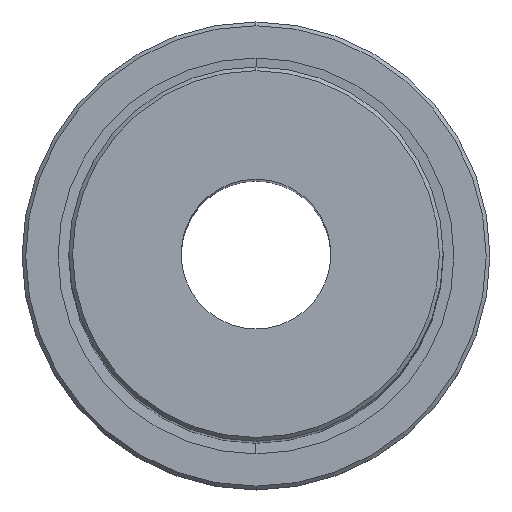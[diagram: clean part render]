
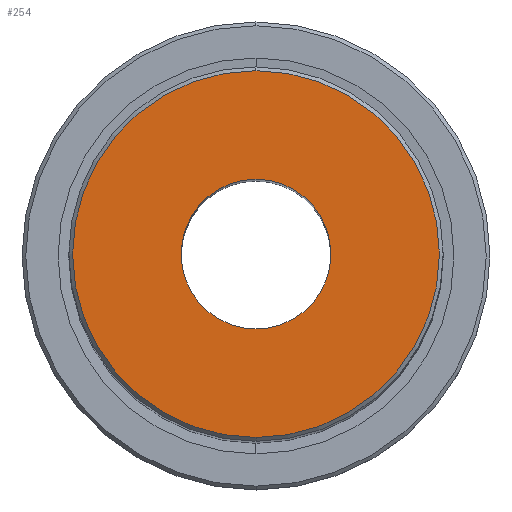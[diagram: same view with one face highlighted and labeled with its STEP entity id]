
A CAD part, top view. The second image highlights one B-rep face of the part: STEP entity #254.
In plain terms, the highlighted planar face has unit normal (0, 0, 1).
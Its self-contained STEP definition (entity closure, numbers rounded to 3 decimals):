
#144=VERTEX_POINT('NONE',#379);
#170=EDGE_CURVE('NONE',#144,#268,#406,.T.);
#186=VERTEX_POINT('NONE',#422);
#220=VERTEX_POINT('NONE',#460);
#254=ADVANCED_FACE('NONE',(#500,#501),#502,.T.);
#264=EDGE_CURVE('NONE',#186,#220,#515,.T.);
#268=VERTEX_POINT('NONE',#520);
#326=EDGE_CURVE('NONE',#220,#186,#588,.T.);
#328=EDGE_CURVE('NONE',#268,#144,#590,.T.);
#379=CARTESIAN_POINT('',(0.0,-4.,60.0));
#406=CIRCLE('',#668,4.);
#422=CARTESIAN_POINT('',(0.0,-9.8,60.0));
#460=CARTESIAN_POINT('',(0.,9.8,60.0));
#500=FACE_OUTER_BOUND('',#790,.T.);
#501=FACE_BOUND('',#791,.T.);
#502=PLANE('',#792);
#515=CIRCLE('',#808,9.8);
#520=CARTESIAN_POINT('',(0.,4.,60.0));
#588=CIRCLE('',#899,9.8);
#590=CIRCLE('',#902,4.);
#668=AXIS2_PLACEMENT_3D('',#975,#976,#977);
#790=EDGE_LOOP('',(#1090,#1091));
#791=EDGE_LOOP('',(#1092,#1093));
#792=AXIS2_PLACEMENT_3D('',#1094,#1095,#1096);
#808=AXIS2_PLACEMENT_3D('',#1114,#1115,#1116);
#899=AXIS2_PLACEMENT_3D('',#1233,#1234,#1235);
#902=AXIS2_PLACEMENT_3D('',#1236,#1237,#1238);
#975=CARTESIAN_POINT('',(0.0,0.0,60.0));
#976=DIRECTION('',(0.0,0.0,-1.0));
#977=DIRECTION('',(0.0,-1.0,0.0));
#1090=ORIENTED_EDGE('',*,*,#264,.T.);
#1091=ORIENTED_EDGE('',*,*,#326,.T.);
#1092=ORIENTED_EDGE('',*,*,#170,.T.);
#1093=ORIENTED_EDGE('',*,*,#328,.T.);
#1094=CARTESIAN_POINT('',(-4.,0.0,60.0));
#1095=DIRECTION('',(0.0,-0.0,1.0));
#1096=DIRECTION('',(0.0,1.0,0.0));
#1114=CARTESIAN_POINT('',(0.0,0.0,60.0));
#1115=DIRECTION('',(0.0,-0.0,1.0));
#1116=DIRECTION('',(0.0,1.0,0.0));
#1233=CARTESIAN_POINT('',(0.0,0.0,60.0));
#1234=DIRECTION('',(0.0,-0.0,1.0));
#1235=DIRECTION('',(0.0,1.0,0.0));
#1236=CARTESIAN_POINT('',(0.0,0.0,60.0));
#1237=DIRECTION('',(0.0,0.0,-1.0));
#1238=DIRECTION('',(0.0,-1.0,0.0));
